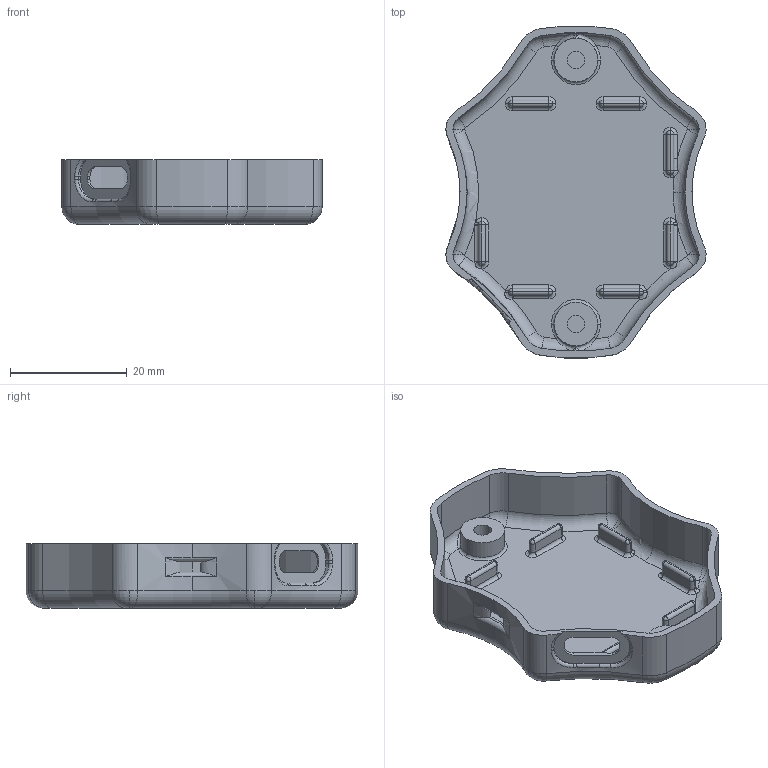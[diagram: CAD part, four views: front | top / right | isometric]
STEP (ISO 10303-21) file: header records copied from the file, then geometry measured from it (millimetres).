
FILE_DESCRIPTION (( 'STEP AP214' ), '1' );
FILE_NAME ('Badge Back 0.1.0^Comms Badge Voice Assistant - Farscape.STEP', '2024-03-09T23:14:43', ( '' ), ( '' ), 'SwSTEP 2.0', 'SolidWorks 2020', '' );
FILE_SCHEMA (( 'AUTOMOTIVE_DESIGN' ));
Length unit declared in the file: millimetre
Products named in the file (1): Badge Back 0.1.0^Comms Badge Voice Assistant - Farscape
Bounding box: 44.59 x 56.89 x 11.1 mm (x, y, z)
Volume: 4111 mm3; surface area: 7401.7 mm2
Topology: 1 solids, 1 shells, 290 faces, 716 edges, 405 vertices
Faces by surface type: cylinder 112, torus 78, plane 41, bspline 31, sphere 28
Entity records: 9725 total; most frequent: CARTESIAN_POINT 2986, DIRECTION 1538, ORIENTED_EDGE 1376, EDGE_CURVE 688, AXIS2_PLACEMENT_3D 675, CIRCLE 415, VERTEX_POINT 405, EDGE_LOOP 299
